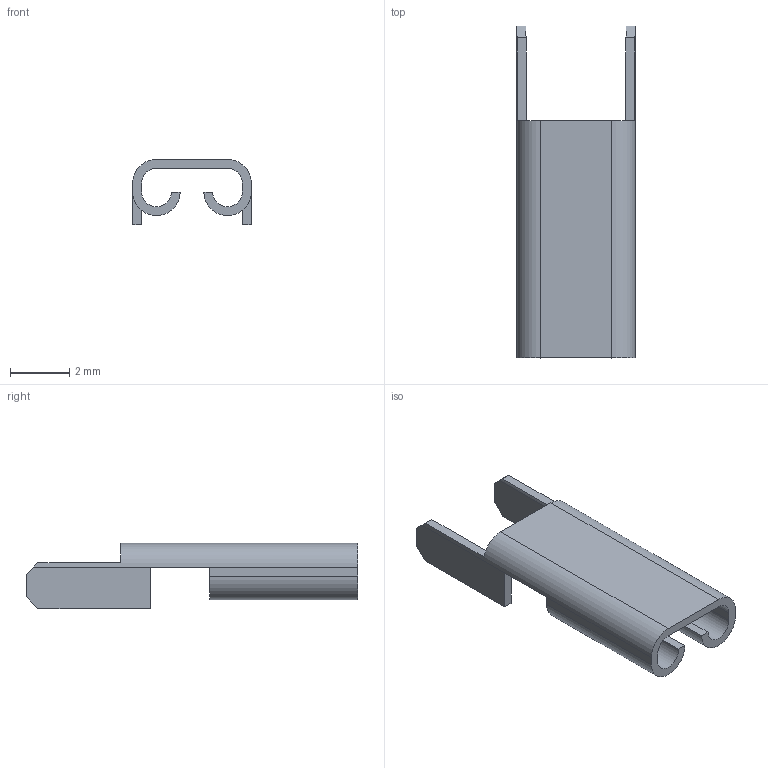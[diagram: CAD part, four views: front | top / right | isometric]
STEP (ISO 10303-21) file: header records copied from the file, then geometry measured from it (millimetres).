
FILE_DESCRIPTION (( 'STEP AP214' ), '1' );
FILE_NAME ('z³¹czka no. 3544 Automotive fuse holder.STEP', '2022-02-07T13:36:32', ( '' ), ( '' ), 'SwSTEP 2.0', 'SolidWorks 2020', '' );
FILE_SCHEMA (( 'AUTOMOTIVE_DESIGN' ));
Length unit declared in the file: millimetre
Products named in the file (1): z³¹czka no. 3544 Automotive fuse holder
Bounding box: 4 x 11.2 x 2.2 mm (x, y, z)
Volume: 21.4 mm3; surface area: 158.3 mm2
Topology: 1 solids, 1 shells, 38 faces, 100 edges, 64 vertices
Faces by surface type: plane 30, cylinder 8
Entity records: 1190 total; most frequent: CARTESIAN_POINT 215, ORIENTED_EDGE 200, DIRECTION 190, EDGE_CURVE 100, LINE 80, VECTOR 80, VERTEX_POINT 64, AXIS2_PLACEMENT_3D 55
